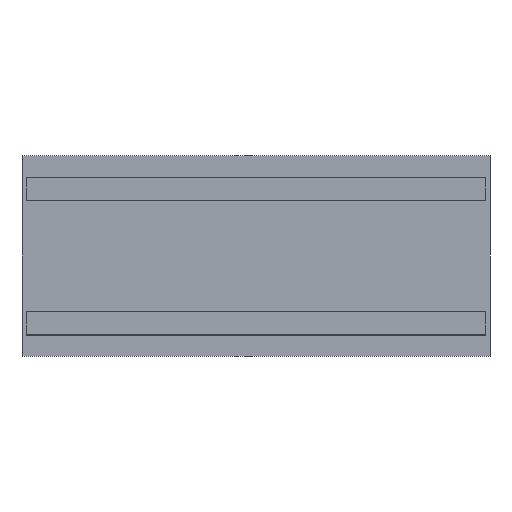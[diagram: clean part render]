
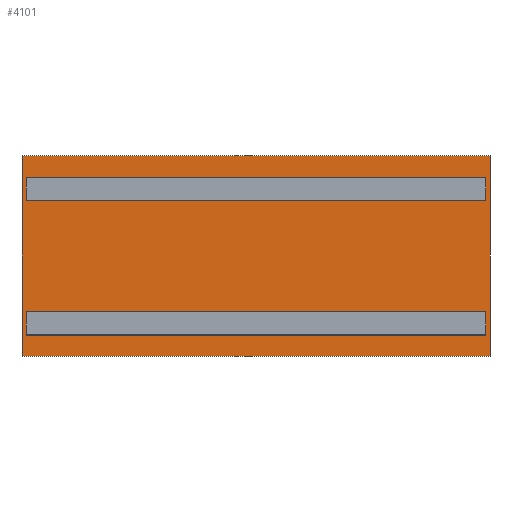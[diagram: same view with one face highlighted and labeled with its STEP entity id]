
A CAD part, front view. The second image highlights one B-rep face of the part: STEP entity #4101.
In plain terms, the highlighted planar face has unit normal (0, -1, 0).
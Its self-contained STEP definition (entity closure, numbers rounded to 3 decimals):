
#33 = DIRECTION ( 'NONE',  ( 1., 0., 0. ) ) ;
#138 = CARTESIAN_POINT ( 'NONE',  ( 0.5, 0., -5.08 ) ) ;
#198 = VECTOR ( 'NONE', #5860, 1000. ) ;
#337 = ORIENTED_EDGE ( 'NONE', *, *, #2083, .F. ) ;
#419 = LINE ( 'NONE', #1290, #198 ) ;
#485 = ORIENTED_EDGE ( 'NONE', *, *, #4424, .F. ) ;
#577 = AXIS2_PLACEMENT_3D ( 'NONE', #2720, #7328, #3382 ) ;
#630 = ORIENTED_EDGE ( 'NONE', *, *, #2408, .F. ) ;
#649 = LINE ( 'NONE', #938, #6512 ) ;
#788 = DIRECTION ( 'NONE',  ( 0., 0., 1. ) ) ;
#876 = EDGE_LOOP ( 'NONE', ( #1923, #7190, #2175, #7948 ) ) ;
#938 = CARTESIAN_POINT ( 'NONE',  ( 53.24, 0., 0. ) ) ;
#993 = DIRECTION ( 'NONE',  ( -1., 0., 0. ) ) ;
#1011 = CARTESIAN_POINT ( 'NONE',  ( 52.74, 0., -2.54 ) ) ;
#1153 = VECTOR ( 'NONE', #993, 1000. ) ;
#1204 = CARTESIAN_POINT ( 'NONE',  ( 0.5, 0., -2.54 ) ) ;
#1212 = VECTOR ( 'NONE', #2353, 1000. ) ;
#1290 = CARTESIAN_POINT ( 'NONE',  ( 0., 0., -20.42 ) ) ;
#1345 = EDGE_CURVE ( 'NONE', #7287, #5659, #3776, .T. ) ;
#1373 = EDGE_CURVE ( 'NONE', #3310, #1525, #5509, .T. ) ;
#1414 = EDGE_CURVE ( 'NONE', #1859, #1994, #6621, .T. ) ;
#1525 = VERTEX_POINT ( 'NONE', #5400 ) ;
#1689 = CARTESIAN_POINT ( 'NONE',  ( 0., 0., 0. ) ) ;
#1696 = EDGE_CURVE ( 'NONE', #5212, #1525, #419, .T. ) ;
#1859 = VERTEX_POINT ( 'NONE', #7469 ) ;
#1900 = LINE ( 'NONE', #138, #6928 ) ;
#1923 = ORIENTED_EDGE ( 'NONE', *, *, #3040, .F. ) ;
#1994 = VERTEX_POINT ( 'NONE', #1011 ) ;
#2083 = EDGE_CURVE ( 'NONE', #3917, #5885, #5004, .T. ) ;
#2175 = ORIENTED_EDGE ( 'NONE', *, *, #7232, .F. ) ;
#2211 = ORIENTED_EDGE ( 'NONE', *, *, #7200, .F. ) ;
#2353 = DIRECTION ( 'NONE',  ( 0., 0., 1. ) ) ;
#2408 = EDGE_CURVE ( 'NONE', #5212, #4337, #6235, .T. ) ;
#2454 = CARTESIAN_POINT ( 'NONE',  ( 0., 0., -22.86 ) ) ;
#2701 = PLANE ( 'NONE',  #577 ) ;
#2709 = CARTESIAN_POINT ( 'NONE',  ( 52.74, 0., -2.54 ) ) ;
#2720 = CARTESIAN_POINT ( 'NONE',  ( 0., 0., 0. ) ) ;
#2822 = CARTESIAN_POINT ( 'NONE',  ( 0.5, 0., -2.54 ) ) ;
#3012 = CARTESIAN_POINT ( 'NONE',  ( 52.74, 0., -20.32 ) ) ;
#3040 = EDGE_CURVE ( 'NONE', #7468, #1859, #1900, .T. ) ;
#3043 = CARTESIAN_POINT ( 'NONE',  ( 52.74, 0., -20.42 ) ) ;
#3145 = CARTESIAN_POINT ( 'NONE',  ( 53.24, 0., 0. ) ) ;
#3261 = VECTOR ( 'NONE', #7042, 1000. ) ;
#3310 = VERTEX_POINT ( 'NONE', #5725 ) ;
#3382 = DIRECTION ( 'NONE',  ( 0., 0., -1. ) ) ;
#3386 = ORIENTED_EDGE ( 'NONE', *, *, #5488, .F. ) ;
#3461 = VECTOR ( 'NONE', #6341, 1000. ) ;
#3464 = ORIENTED_EDGE ( 'NONE', *, *, #1696, .T. ) ;
#3549 = VERTEX_POINT ( 'NONE', #1204 ) ;
#3552 = VECTOR ( 'NONE', #4638, 1000. ) ;
#3589 = CARTESIAN_POINT ( 'NONE',  ( 52.74, 0., -17.78 ) ) ;
#3776 = LINE ( 'NONE', #3955, #7466 ) ;
#3882 = EDGE_LOOP ( 'NONE', ( #630, #3464, #7592, #485 ) ) ;
#3917 = VERTEX_POINT ( 'NONE', #4251 ) ;
#3955 = CARTESIAN_POINT ( 'NONE',  ( 0., 0., 0. ) ) ;
#4101 = ADVANCED_FACE ( 'NONE', ( #8435, #5145, #6686 ), #2701, .T. ) ;
#4251 = CARTESIAN_POINT ( 'NONE',  ( 53.24, 0., -22.86 ) ) ;
#4336 = DIRECTION ( 'NONE',  ( 0., 0., 1. ) ) ;
#4337 = VERTEX_POINT ( 'NONE', #3589 ) ;
#4424 = EDGE_CURVE ( 'NONE', #4337, #3310, #6964, .T. ) ;
#4606 = LINE ( 'NONE', #6880, #1153 ) ;
#4638 = DIRECTION ( 'NONE',  ( 0., 0., -1. ) ) ;
#4715 = DIRECTION ( 'NONE',  ( 1., 0., 0. ) ) ;
#4829 = DIRECTION ( 'NONE',  ( 0., 0., -1. ) ) ;
#4884 = VECTOR ( 'NONE', #788, 1000. ) ;
#5004 = LINE ( 'NONE', #2454, #3261 ) ;
#5075 = EDGE_LOOP ( 'NONE', ( #3386, #337, #2211, #8013 ) ) ;
#5145 = FACE_BOUND ( 'NONE', #876, .T. ) ;
#5212 = VERTEX_POINT ( 'NONE', #3043 ) ;
#5365 = CARTESIAN_POINT ( 'NONE',  ( 0., 0., -22.86 ) ) ;
#5400 = CARTESIAN_POINT ( 'NONE',  ( 0.5, 0., -20.42 ) ) ;
#5488 = EDGE_CURVE ( 'NONE', #5885, #7287, #6417, .T. ) ;
#5509 = LINE ( 'NONE', #7904, #3552 ) ;
#5659 = VERTEX_POINT ( 'NONE', #3145 ) ;
#5693 = CARTESIAN_POINT ( 'NONE',  ( 0.5, 0., -17.78 ) ) ;
#5725 = CARTESIAN_POINT ( 'NONE',  ( 0.5, 0., -17.78 ) ) ;
#5860 = DIRECTION ( 'NONE',  ( -1., 0., 0. ) ) ;
#5869 = CARTESIAN_POINT ( 'NONE',  ( 0.5, 0., -5.08 ) ) ;
#5885 = VERTEX_POINT ( 'NONE', #5365 ) ;
#6235 = LINE ( 'NONE', #3012, #7972 ) ;
#6282 = CARTESIAN_POINT ( 'NONE',  ( 0., 0., 0. ) ) ;
#6341 = DIRECTION ( 'NONE',  ( -1., 0., 0. ) ) ;
#6387 = VECTOR ( 'NONE', #6754, 1000. ) ;
#6417 = LINE ( 'NONE', #6282, #1212 ) ;
#6512 = VECTOR ( 'NONE', #4829, 1000. ) ;
#6580 = LINE ( 'NONE', #2822, #6387 ) ;
#6621 = LINE ( 'NONE', #2709, #4884 ) ;
#6686 = FACE_BOUND ( 'NONE', #3882, .T. ) ;
#6754 = DIRECTION ( 'NONE',  ( 0., 0., -1. ) ) ;
#6818 = EDGE_CURVE ( 'NONE', #3549, #7468, #6580, .T. ) ;
#6880 = CARTESIAN_POINT ( 'NONE',  ( 0.5, 0., -2.54 ) ) ;
#6928 = VECTOR ( 'NONE', #4715, 1000. ) ;
#6964 = LINE ( 'NONE', #5693, #3461 ) ;
#7042 = DIRECTION ( 'NONE',  ( -1., 0., 0. ) ) ;
#7190 = ORIENTED_EDGE ( 'NONE', *, *, #6818, .F. ) ;
#7200 = EDGE_CURVE ( 'NONE', #5659, #3917, #649, .T. ) ;
#7232 = EDGE_CURVE ( 'NONE', #1994, #3549, #4606, .T. ) ;
#7287 = VERTEX_POINT ( 'NONE', #1689 ) ;
#7328 = DIRECTION ( 'NONE',  ( 0., -1., 0. ) ) ;
#7466 = VECTOR ( 'NONE', #33, 1000. ) ;
#7468 = VERTEX_POINT ( 'NONE', #5869 ) ;
#7469 = CARTESIAN_POINT ( 'NONE',  ( 52.74, 0., -5.08 ) ) ;
#7592 = ORIENTED_EDGE ( 'NONE', *, *, #1373, .F. ) ;
#7904 = CARTESIAN_POINT ( 'NONE',  ( 0.5, 0., -20.32 ) ) ;
#7948 = ORIENTED_EDGE ( 'NONE', *, *, #1414, .F. ) ;
#7972 = VECTOR ( 'NONE', #4336, 1000. ) ;
#8013 = ORIENTED_EDGE ( 'NONE', *, *, #1345, .F. ) ;
#8435 = FACE_OUTER_BOUND ( 'NONE', #5075, .T. ) ;
